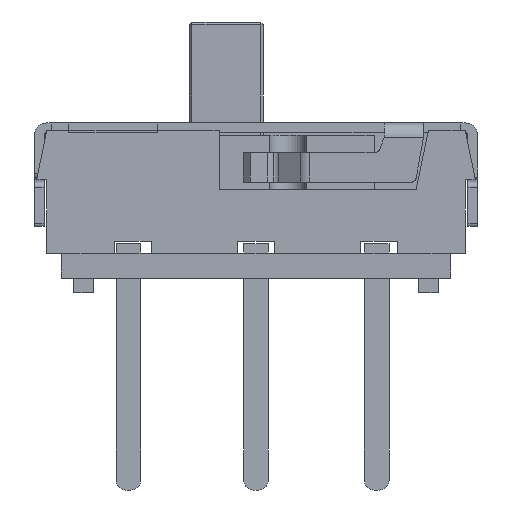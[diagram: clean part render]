
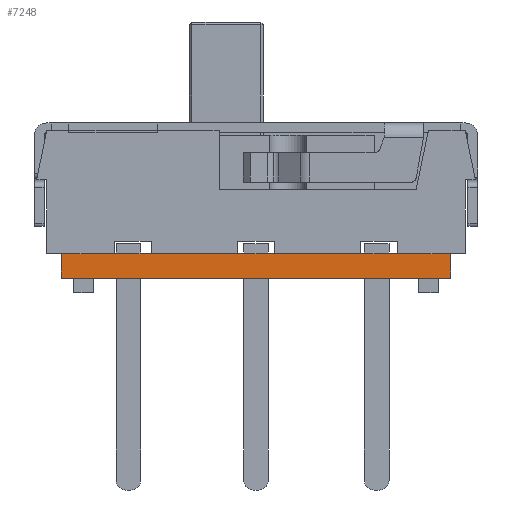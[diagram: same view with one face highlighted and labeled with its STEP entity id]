
A CAD part, front view. The second image highlights one B-rep face of the part: STEP entity #7248.
In plain terms, the highlighted planar face has unit normal (0, -1, 0).
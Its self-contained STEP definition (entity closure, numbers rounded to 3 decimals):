
#19 = ORIENTED_EDGE ( 'NONE', *, *, #8873, .F. ) ;
#53 = ORIENTED_EDGE ( 'NONE', *, *, #10171, .F. ) ;
#180 = DIRECTION ( 'NONE',  ( 0., 0., 1. ) ) ;
#277 = VERTEX_POINT ( 'NONE', #10126 ) ;
#366 = VERTEX_POINT ( 'NONE', #1618 ) ;
#429 = EDGE_CURVE ( 'NONE', #5461, #1467, #8791, .T. ) ;
#435 = VECTOR ( 'NONE', #7154, 1000. ) ;
#520 = PLANE ( 'NONE',  #2769 ) ;
#523 = DIRECTION ( 'NONE',  ( 1., 0., 0. ) ) ;
#821 = ORIENTED_EDGE ( 'NONE', *, *, #2357, .F. ) ;
#1060 = EDGE_CURVE ( 'NONE', #6221, #1467, #10225, .T. ) ;
#1467 = VERTEX_POINT ( 'NONE', #3191 ) ;
#1613 = CARTESIAN_POINT ( 'NONE',  ( -3.95, -1.45, 0.8 ) ) ;
#1618 = CARTESIAN_POINT ( 'NONE',  ( -2.125, -1.45, 0.8 ) ) ;
#1716 = CARTESIAN_POINT ( 'NONE',  ( -3.95, -1.45, 0.8 ) ) ;
#1851 = CARTESIAN_POINT ( 'NONE',  ( 3.95, -1.45, 0.3 ) ) ;
#1913 = CARTESIAN_POINT ( 'NONE',  ( -3.95, -1.45, 0.8 ) ) ;
#1984 = LINE ( 'NONE', #4439, #4310 ) ;
#2042 = CARTESIAN_POINT ( 'NONE',  ( -3.95, -1.45, 0.8 ) ) ;
#2092 = ORIENTED_EDGE ( 'NONE', *, *, #5404, .T. ) ;
#2294 = ORIENTED_EDGE ( 'NONE', *, *, #1060, .T. ) ;
#2350 = EDGE_CURVE ( 'NONE', #6221, #366, #9038, .T. ) ;
#2357 = EDGE_CURVE ( 'NONE', #366, #7956, #7398, .T. ) ;
#2591 = VECTOR ( 'NONE', #5173, 1000. ) ;
#2673 = VECTOR ( 'NONE', #180, 1000. ) ;
#2769 = AXIS2_PLACEMENT_3D ( 'NONE', #9787, #9734, #6529 ) ;
#2787 = LINE ( 'NONE', #2042, #10490 ) ;
#3117 = CARTESIAN_POINT ( 'NONE',  ( -3.95, -1.45, 0.3 ) ) ;
#3191 = CARTESIAN_POINT ( 'NONE',  ( -3.95, -1.45, 0.8 ) ) ;
#3212 = CARTESIAN_POINT ( 'NONE',  ( -3.95, -1.45, 0.3 ) ) ;
#3371 = DIRECTION ( 'NONE',  ( 1., 0., 0. ) ) ;
#3515 = LINE ( 'NONE', #1913, #2591 ) ;
#3606 = VECTOR ( 'NONE', #10435, 1000. ) ;
#3623 = DIRECTION ( 'NONE',  ( 1., 0., 0. ) ) ;
#4120 = DIRECTION ( 'NONE',  ( 1., 0., 0. ) ) ;
#4310 = VECTOR ( 'NONE', #3623, 1000. ) ;
#4439 = CARTESIAN_POINT ( 'NONE',  ( 3.95, -1.45, 0.3 ) ) ;
#4535 = ORIENTED_EDGE ( 'NONE', *, *, #5636, .F. ) ;
#5173 = DIRECTION ( 'NONE',  ( 1., 0., 0. ) ) ;
#5204 = EDGE_CURVE ( 'NONE', #7956, #8957, #7287, .T. ) ;
#5404 = EDGE_CURVE ( 'NONE', #5461, #7699, #1984, .T. ) ;
#5421 = VERTEX_POINT ( 'NONE', #8025 ) ;
#5461 = VERTEX_POINT ( 'NONE', #3212 ) ;
#5636 = EDGE_CURVE ( 'NONE', #5421, #7231, #3515, .T. ) ;
#6221 = VERTEX_POINT ( 'NONE', #7597 ) ;
#6311 = ORIENTED_EDGE ( 'NONE', *, *, #5204, .F. ) ;
#6375 = ORIENTED_EDGE ( 'NONE', *, *, #10361, .T. ) ;
#6383 = DIRECTION ( 'NONE',  ( 0., 0., 1. ) ) ;
#6469 = DIRECTION ( 'NONE',  ( -1., 0., 0. ) ) ;
#6529 = DIRECTION ( 'NONE',  ( 0., 0., -1. ) ) ;
#6588 = CARTESIAN_POINT ( 'NONE',  ( -3.95, -1.45, 0.8 ) ) ;
#6900 = EDGE_LOOP ( 'NONE', ( #2294, #8312, #2092, #6375, #53, #4535, #19, #6311, #821, #9128 ) ) ;
#7003 = FACE_OUTER_BOUND ( 'NONE', #6900, .T. ) ;
#7154 = DIRECTION ( 'NONE',  ( 1., 0., 0. ) ) ;
#7231 = VERTEX_POINT ( 'NONE', #9417 ) ;
#7248 = ADVANCED_FACE ( 'NONE', ( #7003 ), #520, .F. ) ;
#7287 = LINE ( 'NONE', #1613, #3606 ) ;
#7398 = LINE ( 'NONE', #1716, #8848 ) ;
#7572 = CARTESIAN_POINT ( 'NONE',  ( 3.95, -1.45, 0.3 ) ) ;
#7597 = CARTESIAN_POINT ( 'NONE',  ( -2.875, -1.45, 0.8 ) ) ;
#7699 = VERTEX_POINT ( 'NONE', #7572 ) ;
#7814 = VECTOR ( 'NONE', #4120, 1000. ) ;
#7943 = VECTOR ( 'NONE', #6469, 1000. ) ;
#7956 = VERTEX_POINT ( 'NONE', #9429 ) ;
#7972 = CARTESIAN_POINT ( 'NONE',  ( 4.25, -1.45, 0.8 ) ) ;
#8025 = CARTESIAN_POINT ( 'NONE',  ( 2.125, -1.45, 0.8 ) ) ;
#8312 = ORIENTED_EDGE ( 'NONE', *, *, #429, .F. ) ;
#8762 = LINE ( 'NONE', #9675, #435 ) ;
#8791 = LINE ( 'NONE', #3117, #10605 ) ;
#8848 = VECTOR ( 'NONE', #3371, 1000. ) ;
#8873 = EDGE_CURVE ( 'NONE', #8957, #5421, #2787, .T. ) ;
#8934 = CARTESIAN_POINT ( 'NONE',  ( 0.375, -1.45, 0.8 ) ) ;
#8957 = VERTEX_POINT ( 'NONE', #8934 ) ;
#9038 = LINE ( 'NONE', #6588, #7814 ) ;
#9123 = LINE ( 'NONE', #1851, #2673 ) ;
#9128 = ORIENTED_EDGE ( 'NONE', *, *, #2350, .F. ) ;
#9417 = CARTESIAN_POINT ( 'NONE',  ( 2.875, -1.45, 0.8 ) ) ;
#9429 = CARTESIAN_POINT ( 'NONE',  ( -0.375, -1.45, 0.8 ) ) ;
#9675 = CARTESIAN_POINT ( 'NONE',  ( -3.95, -1.45, 0.8 ) ) ;
#9734 = DIRECTION ( 'NONE',  ( 0., 1., 0. ) ) ;
#9787 = CARTESIAN_POINT ( 'NONE',  ( -3.95, -1.45, 0.3 ) ) ;
#10126 = CARTESIAN_POINT ( 'NONE',  ( 3.95, -1.45, 0.8 ) ) ;
#10171 = EDGE_CURVE ( 'NONE', #7231, #277, #8762, .T. ) ;
#10225 = LINE ( 'NONE', #7972, #7943 ) ;
#10361 = EDGE_CURVE ( 'NONE', #7699, #277, #9123, .T. ) ;
#10435 = DIRECTION ( 'NONE',  ( 1., 0., 0. ) ) ;
#10490 = VECTOR ( 'NONE', #523, 1000. ) ;
#10605 = VECTOR ( 'NONE', #6383, 1000. ) ;
